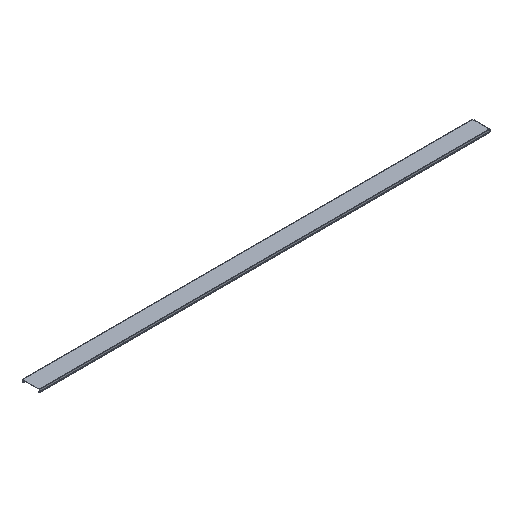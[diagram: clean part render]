
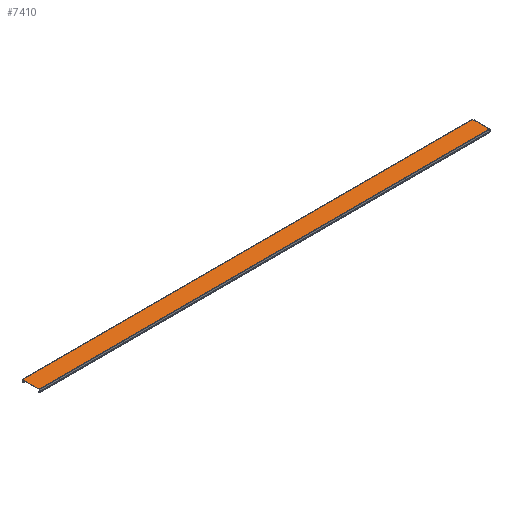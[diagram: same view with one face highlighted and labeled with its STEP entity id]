
A CAD part, isometric view. The second image highlights one B-rep face of the part: STEP entity #7410.
In plain terms, the highlighted face is planar.
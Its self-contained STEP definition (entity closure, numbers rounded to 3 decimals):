
#120=CARTESIAN_POINT('',(150.216,149.1,0.));
#130=VERTEX_POINT('',#120);
#2300=CARTESIAN_POINT('',(76.636,149.1,0.));
#2310=VERTEX_POINT('',#2300);
#2340=CARTESIAN_POINT('',(0.,149.1,0.));
#2350=DIRECTION('',(-1.,0.,0.));
#2360=VECTOR('',#2350,1.);
#2370=LINE('',#2340,#2360);
#2380=EDGE_CURVE('',#130,#2310,#2370,.T.);
#2590=CARTESIAN_POINT('',(76.636,149.1,-2000.));
#2600=VERTEX_POINT('',#2590);
#4790=CARTESIAN_POINT('',(150.216,149.1,-2000.));
#4800=VERTEX_POINT('',#4790);
#4830=CARTESIAN_POINT('',(0.,149.1,-2000.));
#4840=DIRECTION('',(-1.,0.,0.));
#4850=VECTOR('',#4840,1.);
#4860=LINE('',#4830,#4850);
#4870=EDGE_CURVE('',#4800,#2600,#4860,.T.);
#7200=CARTESIAN_POINT('',(76.636,149.1,0.));
#7210=DIRECTION('',(-0.,-1.,-0.));
#7220=DIRECTION('',(-1.,0.,0.));
#7230=AXIS2_PLACEMENT_3D('',#7200,#7210,#7220);
#7240=PLANE('',#7230);
#7250=CARTESIAN_POINT('',(76.636,149.1,0.));
#7260=DIRECTION('',(0.,0.,-1.));
#7270=VECTOR('',#7260,1.);
#7280=LINE('',#7250,#7270);
#7290=EDGE_CURVE('',#2310,#2600,#7280,.T.);
#7300=ORIENTED_EDGE('',*,*,#7290,.F.);
#7310=ORIENTED_EDGE('',*,*,#4870,.T.);
#7320=CARTESIAN_POINT('',(150.216,149.1,0.));
#7330=DIRECTION('',(0.,0.,-1.));
#7340=VECTOR('',#7330,1.);
#7350=LINE('',#7320,#7340);
#7360=EDGE_CURVE('',#130,#4800,#7350,.T.);
#7370=ORIENTED_EDGE('',*,*,#7360,.T.);
#7380=ORIENTED_EDGE('',*,*,#2380,.F.);
#7390=EDGE_LOOP('',(#7380,#7370,#7310,#7300));
#7400=FACE_OUTER_BOUND('',#7390,.T.);
#7410=ADVANCED_FACE('',(#7400),#7240,.F.);
